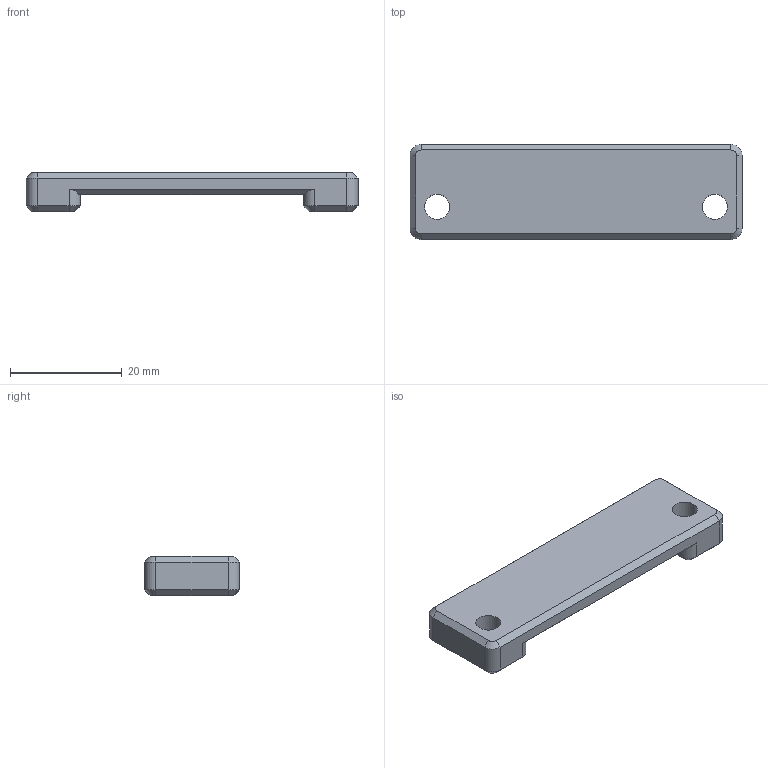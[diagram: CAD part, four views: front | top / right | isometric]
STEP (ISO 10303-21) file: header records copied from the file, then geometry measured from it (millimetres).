
FILE_DESCRIPTION(/* description */ (''),/* implementation_level */ '2;1');
FILE_NAME(/* name */ 'M12 MOLLE Catch.step',/* time_stamp */ '2023-12-28T09:31:13-08:00',/* author */ (''),/* organization */ (''),/* preprocessor_version */ 'ST-DEVELOPER v20',/* originating_system */ 'Autodesk Translation Framework v12.14.0.127',/* authorisation */ '');
FILE_SCHEMA (('AUTOMOTIVE_DESIGN { 1 0 10303 214 3 1 1 }'));
Length unit declared in the file: millimetre
Products named in the file (1): M12 MOLLE Catch
Bounding box: 59.4 x 17.03 x 7 mm (x, y, z)
Volume: 4272.1 mm3; surface area: 2858.6 mm2
Topology: 1 solids, 1 shells, 59 faces, 141 edges, 84 vertices
Faces by surface type: plane 33, cone 14, cylinder 12
Full cylindrical faces by diameter (mm): 4.5 x2
Entity records: 1716 total; most frequent: DIRECTION 301, CARTESIAN_POINT 289, ORIENTED_EDGE 282, EDGE_CURVE 141, AXIS2_PLACEMENT_3D 102, LINE 97, VECTOR 97, VERTEX_POINT 84
